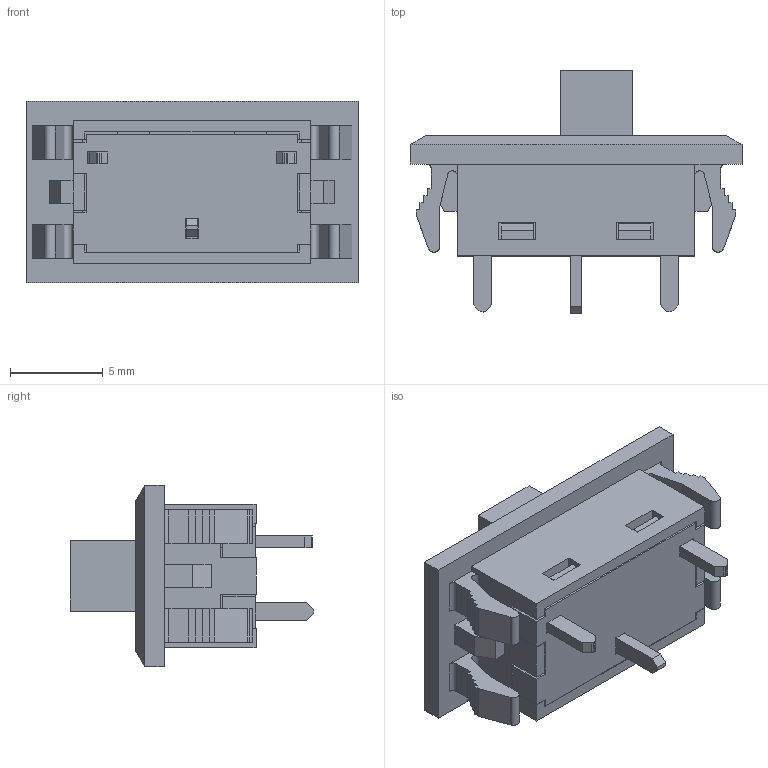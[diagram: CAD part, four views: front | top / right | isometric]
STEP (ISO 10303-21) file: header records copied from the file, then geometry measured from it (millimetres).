
FILE_DESCRIPTION(/* description */ (''),/* implementation_level */ '2;1');
FILE_NAME(/* name */ 'G-107-SI-0000_3D Model.stp',/* time_stamp */ '2018-11-08T08:59:09-05:00',/* author */ ('dwiltbank'),/* organization */ (''),/* preprocessor_version */ 'ST-DEVELOPER v16.13',/* originating_system */ 'Autodesk Inventor 2018',/* authorisation */ '');
FILE_SCHEMA (('AUTOMOTIVE_DESIGN { 1 0 10303 214 3 1 1 }'));
Length unit declared in the file: inch
Products named in the file (1): G-107-SI-0000_3D Model
Bounding box: 17.91 x 13.15 x 9.78 mm (x, y, z)
Surface area: 1206.6 mm2 (no closed solid volume)
Topology: 0 solids, 9 shells, 241 faces, 892 edges, 640 vertices
Faces by surface type: plane 221, cylinder 20
Entity records: 9597 total; most frequent: CARTESIAN_POINT 1774, ORIENTED_EDGE 1504, DIRECTION 1438, EDGE_CURVE 892, LINE 830, VECTOR 830, VERTEX_POINT 640, AXIS2_PLACEMENT_3D 304
